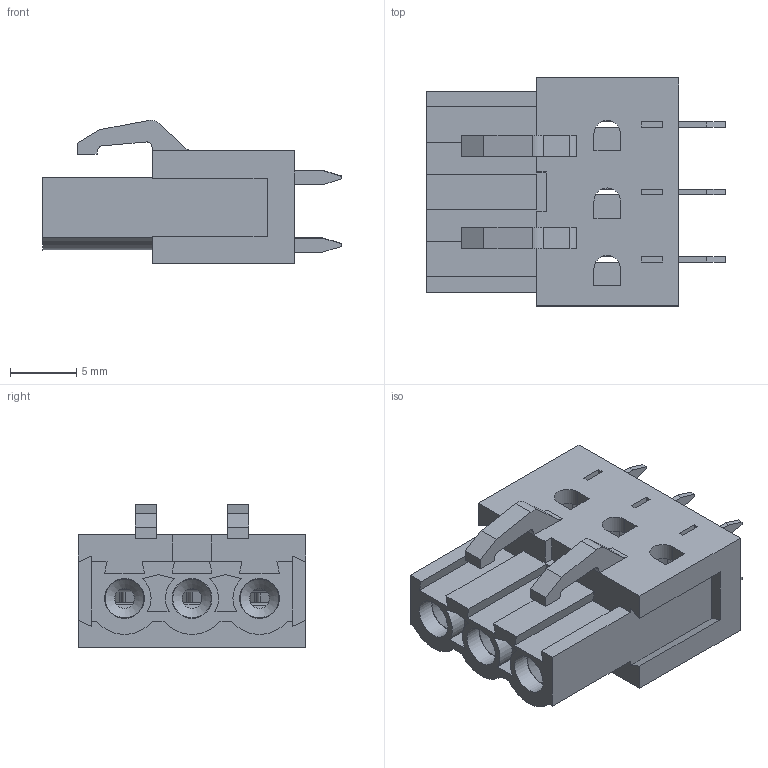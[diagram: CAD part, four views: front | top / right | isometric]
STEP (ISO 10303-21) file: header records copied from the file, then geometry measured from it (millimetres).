
FILE_DESCRIPTION( ( 'Unknown' ), '1' );
FILE_NAME( '691307500003.stp', 'Unknown', ( 'Unknown' ), ( 'Unknown' ), 'PSStep 15.0.49', 'Unknown', ' ' );
FILE_SCHEMA( ( 'AUTOMOTIVE_DESIGN { 1 0 10303 214 1 1 1 1 }' ) );
Length unit declared in the file: millimetre
Products named in the file (4): Assem1; contact; 691309510003; 691309510003_back wall
Assembly tree (5 placements, depth 2):
  Assem1
    contact  x3
    691309510003
    691309510003_back wall
Bounding box: 22.5 x 17.16 x 10.8 mm (x, y, z)
Volume: 1255.8 mm3; surface area: 3238.7 mm2
Topology: 5 solids, 5 shells, 522 faces, 1403 edges, 893 vertices
Faces by surface type: plane 372, cylinder 126, bspline 18, cone 3, sphere 3
Full cylindrical faces by diameter (mm): 0.7 x3, 1 x6, 1.5 x3, 3 x3
Entity records: 14056 total; most frequent: CARTESIAN_POINT 2414, ORIENTED_EDGE 1818, DIRECTION 1728, EDGE_CURVE 909, LINE 754, VECTOR 754, VERTEX_POINT 605, AXIS2_PLACEMENT_3D 487
